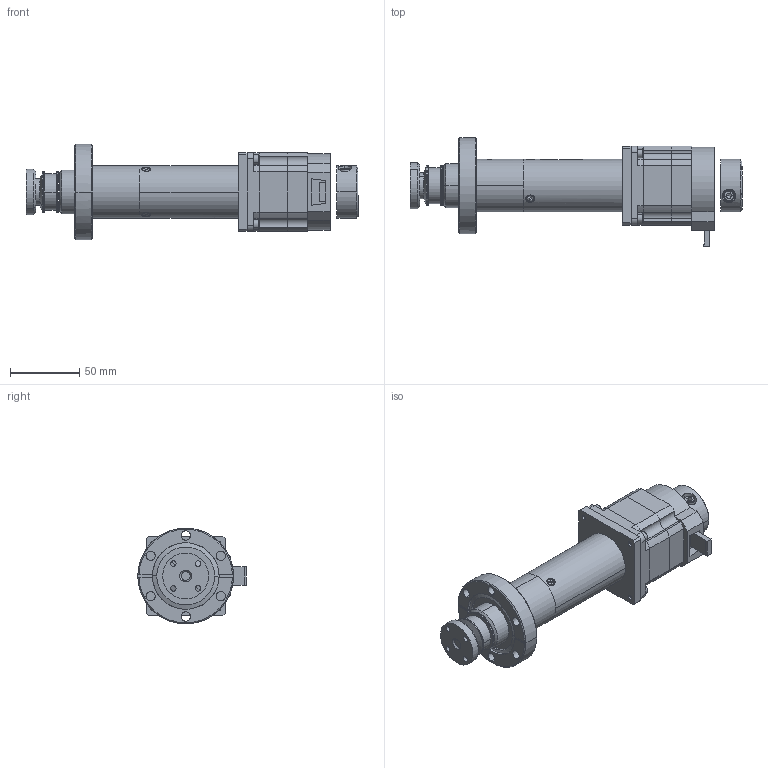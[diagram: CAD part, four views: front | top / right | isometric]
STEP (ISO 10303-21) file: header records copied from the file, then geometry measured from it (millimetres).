
FILE_DESCRIPTION (( 'STEP AP214' ), '1' );
FILE_NAME ('QN109558-01, FLMR-275-50-1_MS-EDR.STEP', '2017-07-10T20:47:31', ( 'My Thermionics' ), ( '' ), 'SwSTEP 2.0', 'SolidWorks 2010', '' );
FILE_SCHEMA (( 'AUTOMOTIVE_DESIGN' ));
Length unit declared in the file: inch
Products named in the file (1): QN109558-01, FLMR-275-50-1_MS-EDR
Bounding box: 240.56 x 78.49 x 69.34 mm (x, y, z)
Surface area: 82117.5 mm2 (no closed solid volume)
Topology: 0 solids, 37 shells, 354 faces, 1024 edges, 685 vertices
Faces by surface type: plane 163, cylinder 145, cone 46
Entity records: 17148 total; most frequent: CARTESIAN_POINT 2975, DIRECTION 2115, ORIENTED_EDGE 1748, EDGE_CURVE 1014, AXIS2_PLACEMENT_3D 787, VERTEX_POINT 685, LINE 541, VECTOR 541
